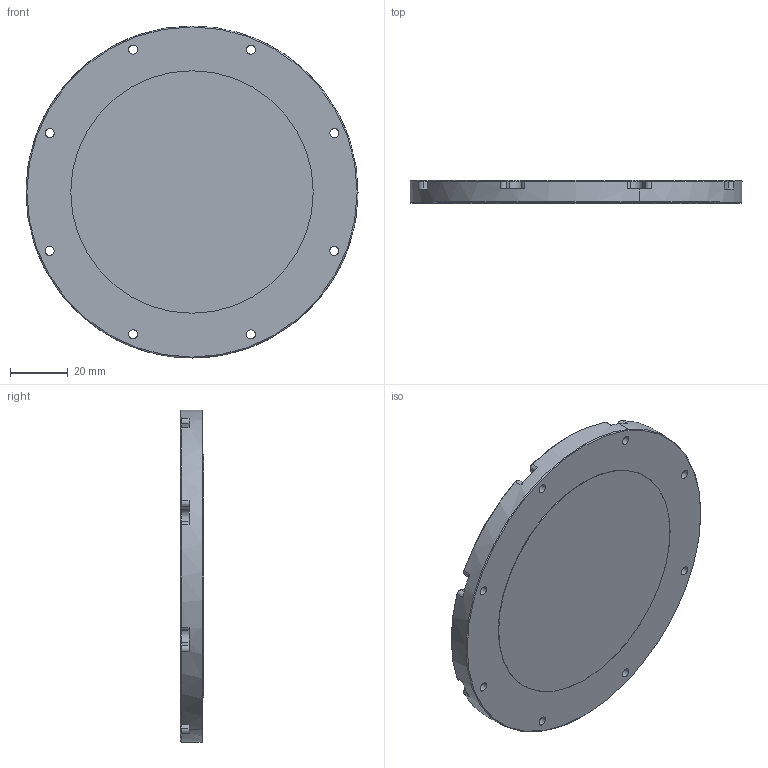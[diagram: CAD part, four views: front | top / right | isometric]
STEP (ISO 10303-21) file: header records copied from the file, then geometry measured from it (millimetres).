
FILE_DESCRIPTION (( 'STEP AP203' ), '1' );
FILE_NAME ('115組裔-拸謂.STEP', '2023-09-21T02:07:41', ( '' ), ( '' ), 'SwSTEP 2.0', 'SolidWorks 2022', '' );
FILE_SCHEMA (( 'CONFIG_CONTROL_DESIGN' ));
Length unit declared in the file: millimetre
Products named in the file (1): 115組裔-拸謂
Bounding box: 115 x 8 x 115 mm (x, y, z)
Volume: 80922.9 mm3; surface area: 23993.6 mm2
Topology: 1 solids, 1 shells, 137 faces, 350 edges, 216 vertices
Faces by surface type: cylinder 51, cone 43, plane 43
Entity records: 4265 total; most frequent: DIRECTION 794, CARTESIAN_POINT 704, ORIENTED_EDGE 700, EDGE_CURVE 350, AXIS2_PLACEMENT_3D 306, VERTEX_POINT 216, VECTOR 182, LINE 182
